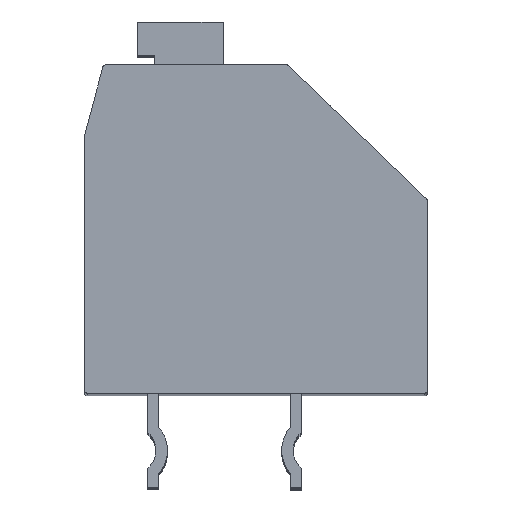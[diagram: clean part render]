
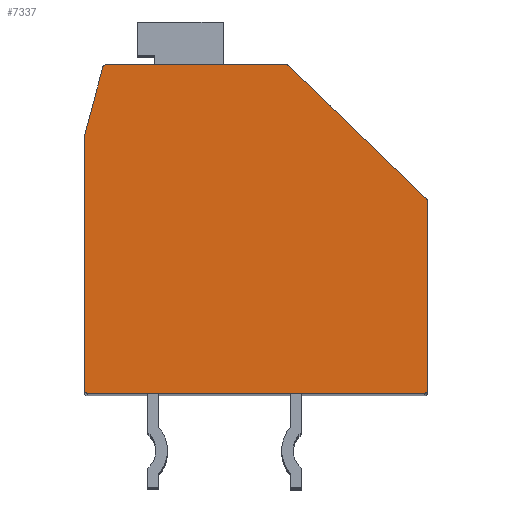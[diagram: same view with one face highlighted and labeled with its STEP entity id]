
A CAD part, top view. The second image highlights one B-rep face of the part: STEP entity #7337.
In plain terms, the highlighted planar face has unit normal (0, 0, 1).
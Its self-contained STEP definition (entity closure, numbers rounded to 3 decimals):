
#423=CARTESIAN_POINT('',(5.9,0.978,2.75));
#424=DIRECTION('',(0.,0.,1.));
#425=DIRECTION('',(1.,0.,0.));
#426=AXIS2_PLACEMENT_3D('',#423,#424,#425);
#428=DIRECTION('',(0.,1.,0.));
#429=VECTOR('',#428,6.628);
#430=CARTESIAN_POINT('',(6.,-5.65,2.75));
#431=LINE('',#430,#429);
#432=CARTESIAN_POINT('',(5.9,-5.65,2.75));
#433=DIRECTION('',(0.,0.,1.));
#434=DIRECTION('',(0.,-1.,0.));
#435=AXIS2_PLACEMENT_3D('',#432,#433,#434);
#437=DIRECTION('',(1.,0.,0.));
#438=VECTOR('',#437,11.8);
#439=CARTESIAN_POINT('',(-5.9,-5.75,2.75));
#440=LINE('',#439,#438);
#441=CARTESIAN_POINT('',(-5.9,-5.65,2.75));
#442=DIRECTION('',(0.,0.,1.));
#443=DIRECTION('',(-1.,0.,0.));
#444=AXIS2_PLACEMENT_3D('',#441,#442,#443);
#446=DIRECTION('',(0.,-1.,0.));
#447=VECTOR('',#446,8.937);
#448=CARTESIAN_POINT('',(-6.,3.287,2.75));
#449=LINE('',#448,#447);
#450=CARTESIAN_POINT('',(-5.9,3.287,2.75));
#451=DIRECTION('',(0.,0.,-1.));
#452=DIRECTION('',(-1.,0.,0.));
#453=AXIS2_PLACEMENT_3D('',#450,#451,#452);
#455=DIRECTION('',(-0.26,-0.966,0.));
#456=VECTOR('',#455,2.447);
#457=CARTESIAN_POINT('',(-5.36,5.676,2.75));
#458=LINE('',#457,#456);
#459=CARTESIAN_POINT('',(-5.263,5.65,2.75));
#460=DIRECTION('',(0.,0.,1.));
#461=DIRECTION('',(0.,1.,0.));
#462=AXIS2_PLACEMENT_3D('',#459,#460,#461);
#464=DIRECTION('',(-1.,0.,0.));
#465=VECTOR('',#464,6.323);
#466=CARTESIAN_POINT('',(1.06,5.75,2.75));
#467=LINE('',#466,#465);
#468=CARTESIAN_POINT('',(1.06,5.65,2.75));
#469=DIRECTION('',(0.,0.,1.));
#470=DIRECTION('',(0.695,0.719,0.));
#471=AXIS2_PLACEMENT_3D('',#468,#469,#470);
#473=DIRECTION('',(-0.719,0.695,0.));
#474=VECTOR('',#473,6.728);
#475=CARTESIAN_POINT('',(5.969,1.049,2.75));
#476=LINE('',#475,#474);
#5390=CARTESIAN_POINT('',(6.,0.978,2.75));
#5391=VERTEX_POINT('',#5390);
#5392=CARTESIAN_POINT('',(5.969,1.049,2.75));
#5393=VERTEX_POINT('',#5392);
#5398=CARTESIAN_POINT('',(5.9,-5.75,2.75));
#5399=VERTEX_POINT('',#5398);
#5400=CARTESIAN_POINT('',(6.,-5.65,2.75));
#5401=VERTEX_POINT('',#5400);
#5406=CARTESIAN_POINT('',(1.129,5.722,2.75));
#5407=CARTESIAN_POINT('',(1.06,5.75,2.75));
#5408=VERTEX_POINT('',#5406);
#5409=VERTEX_POINT('',#5407);
#5410=CARTESIAN_POINT('',(-5.263,5.75,2.75));
#5411=CARTESIAN_POINT('',(-5.36,5.676,2.75));
#5412=VERTEX_POINT('',#5410);
#5413=VERTEX_POINT('',#5411);
#5418=CARTESIAN_POINT('',(-6.,3.287,2.75));
#5420=VERTEX_POINT('',#5418);
#5424=CARTESIAN_POINT('',(-5.997,3.313,2.75));
#5425=VERTEX_POINT('',#5424);
#5430=CARTESIAN_POINT('',(-6.,-5.65,2.75));
#5431=VERTEX_POINT('',#5430);
#5432=CARTESIAN_POINT('',(-5.9,-5.75,2.75));
#5433=VERTEX_POINT('',#5432);
#7315=CARTESIAN_POINT('',(0.,0.,2.75));
#7316=DIRECTION('',(0.,0.,1.));
#7317=DIRECTION('',(1.,0.,0.));
#7318=AXIS2_PLACEMENT_3D('',#7315,#7316,#7317);
#7319=PLANE('',#7318);
#7320=ORIENTED_EDGE('',*,*,#6986,.F.);
#7321=ORIENTED_EDGE('',*,*,#7002,.F.);
#7322=ORIENTED_EDGE('',*,*,#7015,.F.);
#7323=ORIENTED_EDGE('',*,*,#7030,.F.);
#7324=ORIENTED_EDGE('',*,*,#7253,.F.);
#7325=ORIENTED_EDGE('',*,*,#7266,.F.);
#7326=ORIENTED_EDGE('',*,*,#7282,.T.);
#7327=ORIENTED_EDGE('',*,*,#7294,.F.);
#7328=ORIENTED_EDGE('',*,*,#7306,.F.);
#7330=ORIENTED_EDGE('',*,*,#7329,.F.);
#7332=ORIENTED_EDGE('',*,*,#7331,.F.);
#7334=ORIENTED_EDGE('',*,*,#7333,.F.);
#7335=EDGE_LOOP('',(#7320,#7321,#7322,#7323,#7324,#7325,#7326,#7327,#7328,#7330,
#7332,#7334));
#7336=FACE_OUTER_BOUND('',#7335,.F.);
#7337=ADVANCED_FACE('',(#7336),#7319,.T.);
#427=CIRCLE('',#426,0.1);
#436=CIRCLE('',#435,0.1);
#445=CIRCLE('',#444,0.1);
#454=CIRCLE('',#453,0.1);
#463=CIRCLE('',#462,0.1);
#472=CIRCLE('',#471,0.1);
#6986=EDGE_CURVE('',#5391,#5393,#427,.T.);
#7002=EDGE_CURVE('',#5401,#5391,#431,.T.);
#7015=EDGE_CURVE('',#5399,#5401,#436,.T.);
#7030=EDGE_CURVE('',#5433,#5399,#440,.T.);
#7253=EDGE_CURVE('',#5431,#5433,#445,.T.);
#7266=EDGE_CURVE('',#5420,#5431,#449,.T.);
#7282=EDGE_CURVE('',#5420,#5425,#454,.T.);
#7294=EDGE_CURVE('',#5413,#5425,#458,.T.);
#7306=EDGE_CURVE('',#5412,#5413,#463,.T.);
#7329=EDGE_CURVE('',#5409,#5412,#467,.T.);
#7331=EDGE_CURVE('',#5408,#5409,#472,.T.);
#7333=EDGE_CURVE('',#5393,#5408,#476,.T.);
